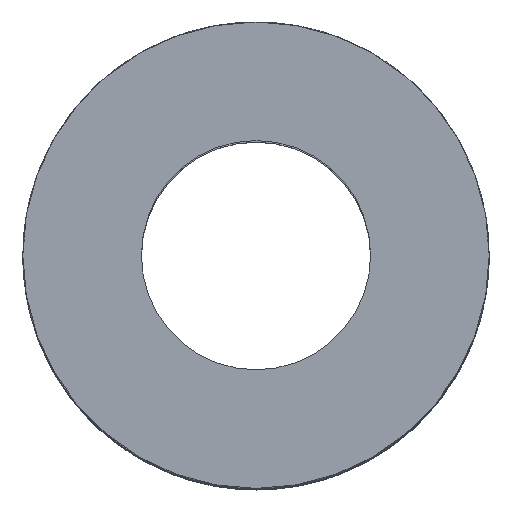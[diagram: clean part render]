
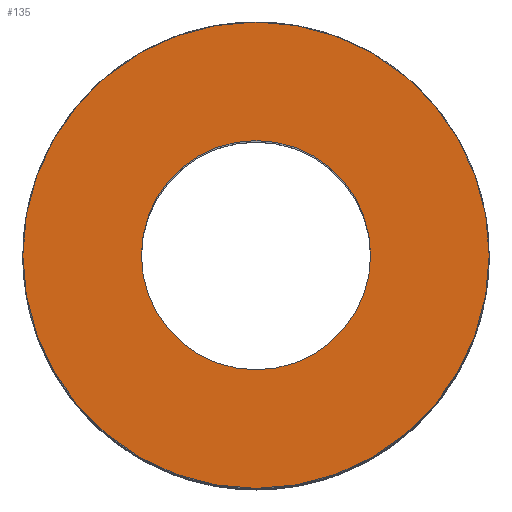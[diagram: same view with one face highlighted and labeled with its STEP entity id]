
A CAD part, top view. The second image highlights one B-rep face of the part: STEP entity #135.
In plain terms, the highlighted planar face has unit normal (0, 0, 1).
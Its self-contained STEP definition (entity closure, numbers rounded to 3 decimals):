
#35=FACE_BOUND('',#58,.T.);
#44=FACE_OUTER_BOUND('',#57,.T.);
#57=EDGE_LOOP('',(#120));
#58=EDGE_LOOP('',(#121));
#63=CIRCLE('',#155,9.525);
#64=CIRCLE('',#157,19.38);
#72=VERTEX_POINT('',#326);
#73=VERTEX_POINT('',#330);
#83=EDGE_CURVE('',#72,#72,#63,.T.);
#85=EDGE_CURVE('',#73,#73,#64,.T.);
#120=ORIENTED_EDGE('',*,*,#85,.T.);
#121=ORIENTED_EDGE('',*,*,#83,.T.);
#126=PLANE('',#165);
#135=ADVANCED_FACE('',(#44,#35),#126,.T.);
#155=AXIS2_PLACEMENT_3D('',#328,#178,#179);
#157=AXIS2_PLACEMENT_3D('',#332,#183,#184);
#165=AXIS2_PLACEMENT_3D('',#7039,#201,#202);
#178=DIRECTION('center_axis',(0.,0.,-1.));
#179=DIRECTION('ref_axis',(-1.,0.,0.));
#183=DIRECTION('center_axis',(0.,0.,1.));
#184=DIRECTION('ref_axis',(-1.,0.,0.));
#201=DIRECTION('center_axis',(0.,0.,1.));
#202=DIRECTION('ref_axis',(1.,0.,0.));
#326=CARTESIAN_POINT('',(9.525,0.,76.2));
#328=CARTESIAN_POINT('Origin',(0.,0.,76.2));
#330=CARTESIAN_POINT('',(19.38,0.,76.2));
#332=CARTESIAN_POINT('Origin',(0.,0.,76.2));
#7039=CARTESIAN_POINT('Origin',(0.,0.,76.2));
